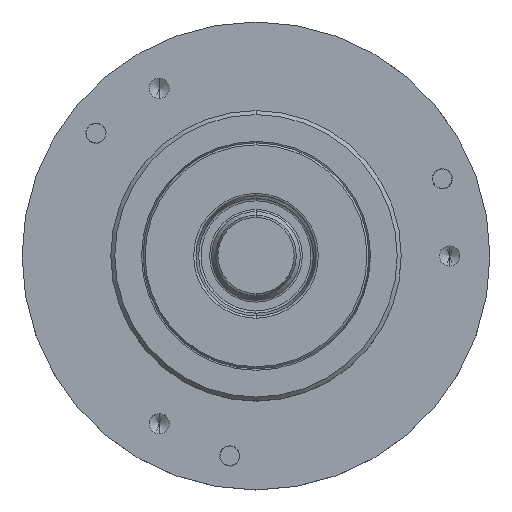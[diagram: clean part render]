
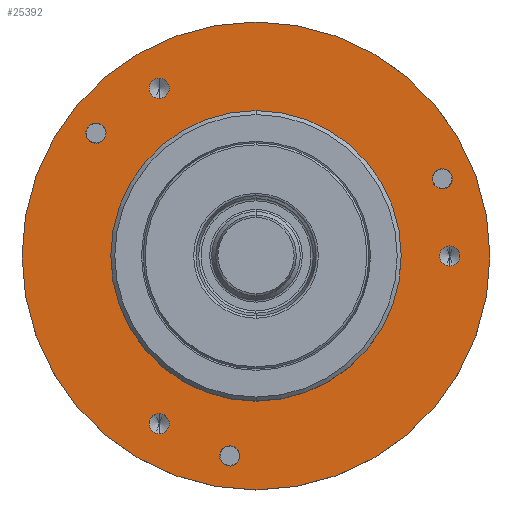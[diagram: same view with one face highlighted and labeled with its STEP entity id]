
A CAD part, top view. The second image highlights one B-rep face of the part: STEP entity #25392.
In plain terms, the highlighted planar face has unit normal (0, 0, 1).
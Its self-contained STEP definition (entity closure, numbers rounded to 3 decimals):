
#3925=CARTESIAN_POINT('',(0.,0.,17.));
#3926=DIRECTION('',(0.,0.,1.));
#3927=DIRECTION('',(1.,0.,0.));
#3928=AXIS2_PLACEMENT_3D('',#3925,#3926,#3927);
#3930=CARTESIAN_POINT('',(0.,0.,17.));
#3931=DIRECTION('',(0.,0.,1.));
#3932=DIRECTION('',(-1.,0.,0.));
#3933=AXIS2_PLACEMENT_3D('',#3930,#3931,#3932);
#3935=CARTESIAN_POINT('',(-19.834,15.219,17.));
#3936=DIRECTION('',(0.,0.,-1.));
#3937=DIRECTION('',(-0.793,0.609,0.));
#3938=AXIS2_PLACEMENT_3D('',#3935,#3936,#3937);
#3940=CARTESIAN_POINT('',(-19.834,15.219,17.));
#3941=DIRECTION('',(0.,0.,-1.));
#3942=DIRECTION('',(0.793,-0.609,0.));
#3943=AXIS2_PLACEMENT_3D('',#3940,#3941,#3942);
#3945=CARTESIAN_POINT('',(-3.263,-24.786,17.));
#3946=DIRECTION('',(0.,0.,-1.));
#3947=DIRECTION('',(-0.131,-0.991,0.));
#3948=AXIS2_PLACEMENT_3D('',#3945,#3946,#3947);
#3950=CARTESIAN_POINT('',(-3.263,-24.786,17.));
#3951=DIRECTION('',(0.,0.,-1.));
#3952=DIRECTION('',(0.131,0.991,0.));
#3953=AXIS2_PLACEMENT_3D('',#3950,#3951,#3952);
#3955=CARTESIAN_POINT('',(23.097,9.567,17.));
#3956=DIRECTION('',(0.,0.,-1.));
#3957=DIRECTION('',(0.924,0.383,0.));
#3958=AXIS2_PLACEMENT_3D('',#3955,#3956,#3957);
#3960=CARTESIAN_POINT('',(23.097,9.567,17.));
#3961=DIRECTION('',(0.,0.,-1.));
#3962=DIRECTION('',(-0.924,-0.383,0.));
#3963=AXIS2_PLACEMENT_3D('',#3960,#3961,#3962);
#3965=CARTESIAN_POINT('',(-12.,-20.785,17.));
#3966=DIRECTION('',(0.,0.,1.));
#3967=DIRECTION('',(0.,-1.,0.));
#3968=AXIS2_PLACEMENT_3D('',#3965,#3966,#3967);
#3970=CARTESIAN_POINT('',(-12.,-20.785,17.));
#3971=DIRECTION('',(0.,0.,1.));
#3972=DIRECTION('',(0.,1.,0.));
#3973=AXIS2_PLACEMENT_3D('',#3970,#3971,#3972);
#3975=CARTESIAN_POINT('',(-12.,20.785,17.));
#3976=DIRECTION('',(0.,0.,1.));
#3977=DIRECTION('',(0.,-1.,0.));
#3978=AXIS2_PLACEMENT_3D('',#3975,#3976,#3977);
#3980=CARTESIAN_POINT('',(-12.,20.785,17.));
#3981=DIRECTION('',(0.,0.,1.));
#3982=DIRECTION('',(0.,1.,0.));
#3983=AXIS2_PLACEMENT_3D('',#3980,#3981,#3982);
#3985=CARTESIAN_POINT('',(24.,0.,17.));
#3986=DIRECTION('',(0.,0.,1.));
#3987=DIRECTION('',(0.,-1.,0.));
#3988=AXIS2_PLACEMENT_3D('',#3985,#3986,#3987);
#3990=CARTESIAN_POINT('',(24.,0.,17.));
#3991=DIRECTION('',(0.,0.,1.));
#3992=DIRECTION('',(0.,1.,0.));
#3993=AXIS2_PLACEMENT_3D('',#3990,#3991,#3992);
#4003=CARTESIAN_POINT('',(0.,0.,17.));
#4004=DIRECTION('',(0.,0.,1.));
#4005=DIRECTION('',(0.,1.,0.));
#4006=AXIS2_PLACEMENT_3D('',#4003,#4004,#4005);
#4040=CARTESIAN_POINT('',(0.,0.,17.));
#4041=DIRECTION('',(0.,0.,-1.));
#4042=DIRECTION('',(0.,1.,0.));
#4043=AXIS2_PLACEMENT_3D('',#4040,#4041,#4042);
#20536=CARTESIAN_POINT('',(0.,18.,17.));
#20537=CARTESIAN_POINT('',(0.,-18.,17.));
#20538=VERTEX_POINT('',#20536);
#20539=VERTEX_POINT('',#20537);
#20540=CARTESIAN_POINT('',(29.,0.,17.));
#20541=CARTESIAN_POINT('',(-29.,0.,17.));
#20542=VERTEX_POINT('',#20540);
#20543=VERTEX_POINT('',#20541);
#20544=CARTESIAN_POINT('',(-20.826,15.98,17.));
#20545=CARTESIAN_POINT('',(-18.842,14.458,17.));
#20546=VERTEX_POINT('',#20544);
#20547=VERTEX_POINT('',#20545);
#20548=CARTESIAN_POINT('',(-3.426,-26.025,17.));
#20549=CARTESIAN_POINT('',(-3.1,-23.547,17.));
#20550=VERTEX_POINT('',#20548);
#20551=VERTEX_POINT('',#20549);
#20552=CARTESIAN_POINT('',(24.252,10.045,17.));
#20553=CARTESIAN_POINT('',(21.942,9.089,17.));
#20554=VERTEX_POINT('',#20552);
#20555=VERTEX_POINT('',#20553);
#20562=CARTESIAN_POINT('',(-12.,-22.035,17.));
#20563=CARTESIAN_POINT('',(-12.,-19.535,17.));
#20564=VERTEX_POINT('',#20562);
#20565=VERTEX_POINT('',#20563);
#20572=CARTESIAN_POINT('',(-12.,19.535,17.));
#20573=CARTESIAN_POINT('',(-12.,22.035,17.));
#20574=VERTEX_POINT('',#20572);
#20575=VERTEX_POINT('',#20573);
#20582=CARTESIAN_POINT('',(24.,-1.25,17.));
#20583=CARTESIAN_POINT('',(24.,1.25,17.));
#20584=VERTEX_POINT('',#20582);
#20585=VERTEX_POINT('',#20583);
#25340=CARTESIAN_POINT('',(0.,0.,17.));
#25341=DIRECTION('',(0.,0.,-1.));
#25342=DIRECTION('',(0.,1.,0.));
#25343=AXIS2_PLACEMENT_3D('',#25340,#25341,#25342);
#25344=PLANE('',#25343);
#25345=ORIENTED_EDGE('',*,*,#25330,.F.);
#25347=ORIENTED_EDGE('',*,*,#25346,.F.);
#25348=EDGE_LOOP('',(#25345,#25347));
#25349=FACE_OUTER_BOUND('',#25348,.F.);
#25351=ORIENTED_EDGE('',*,*,#25350,.T.);
#25353=ORIENTED_EDGE('',*,*,#25352,.F.);
#25354=EDGE_LOOP('',(#25351,#25353));
#25355=FACE_BOUND('',#25354,.F.);
#25357=ORIENTED_EDGE('',*,*,#25356,.F.);
#25359=ORIENTED_EDGE('',*,*,#25358,.F.);
#25360=EDGE_LOOP('',(#25357,#25359));
#25361=FACE_BOUND('',#25360,.F.);
#25363=ORIENTED_EDGE('',*,*,#25362,.F.);
#25365=ORIENTED_EDGE('',*,*,#25364,.F.);
#25366=EDGE_LOOP('',(#25363,#25365));
#25367=FACE_BOUND('',#25366,.F.);
#25369=ORIENTED_EDGE('',*,*,#25368,.F.);
#25371=ORIENTED_EDGE('',*,*,#25370,.F.);
#25372=EDGE_LOOP('',(#25369,#25371));
#25373=FACE_BOUND('',#25372,.F.);
#25375=ORIENTED_EDGE('',*,*,#25374,.T.);
#25377=ORIENTED_EDGE('',*,*,#25376,.T.);
#25378=EDGE_LOOP('',(#25375,#25377));
#25379=FACE_BOUND('',#25378,.F.);
#25381=ORIENTED_EDGE('',*,*,#25380,.T.);
#25383=ORIENTED_EDGE('',*,*,#25382,.T.);
#25384=EDGE_LOOP('',(#25381,#25383));
#25385=FACE_BOUND('',#25384,.F.);
#25387=ORIENTED_EDGE('',*,*,#25386,.T.);
#25389=ORIENTED_EDGE('',*,*,#25388,.T.);
#25390=EDGE_LOOP('',(#25387,#25389));
#25391=FACE_BOUND('',#25390,.F.);
#3929=CIRCLE('',#3928,29.);
#3934=CIRCLE('',#3933,29.);
#3939=CIRCLE('',#3938,1.25);
#3944=CIRCLE('',#3943,1.25);
#3949=CIRCLE('',#3948,1.25);
#3954=CIRCLE('',#3953,1.25);
#3959=CIRCLE('',#3958,1.25);
#3964=CIRCLE('',#3963,1.25);
#3969=CIRCLE('',#3968,1.25);
#3974=CIRCLE('',#3973,1.25);
#3979=CIRCLE('',#3978,1.25);
#3984=CIRCLE('',#3983,1.25);
#3989=CIRCLE('',#3988,1.25);
#3994=CIRCLE('',#3993,1.25);
#4007=CIRCLE('',#4006,18.);
#4044=CIRCLE('',#4043,18.);
#25330=EDGE_CURVE('',#20542,#20543,#3929,.T.);
#25346=EDGE_CURVE('',#20543,#20542,#3934,.T.);
#25350=EDGE_CURVE('',#20538,#20539,#4007,.T.);
#25352=EDGE_CURVE('',#20538,#20539,#4044,.T.);
#25356=EDGE_CURVE('',#20546,#20547,#3939,.T.);
#25358=EDGE_CURVE('',#20547,#20546,#3944,.T.);
#25362=EDGE_CURVE('',#20550,#20551,#3949,.T.);
#25364=EDGE_CURVE('',#20551,#20550,#3954,.T.);
#25368=EDGE_CURVE('',#20554,#20555,#3959,.T.);
#25370=EDGE_CURVE('',#20555,#20554,#3964,.T.);
#25374=EDGE_CURVE('',#20564,#20565,#3969,.T.);
#25376=EDGE_CURVE('',#20565,#20564,#3974,.T.);
#25380=EDGE_CURVE('',#20574,#20575,#3979,.T.);
#25382=EDGE_CURVE('',#20575,#20574,#3984,.T.);
#25386=EDGE_CURVE('',#20584,#20585,#3989,.T.);
#25388=EDGE_CURVE('',#20585,#20584,#3994,.T.);
#25392=ADVANCED_FACE('',(#25349,#25355,#25361,#25367,#25373,#25379,#25385,
#25391),#25344,.F.);
